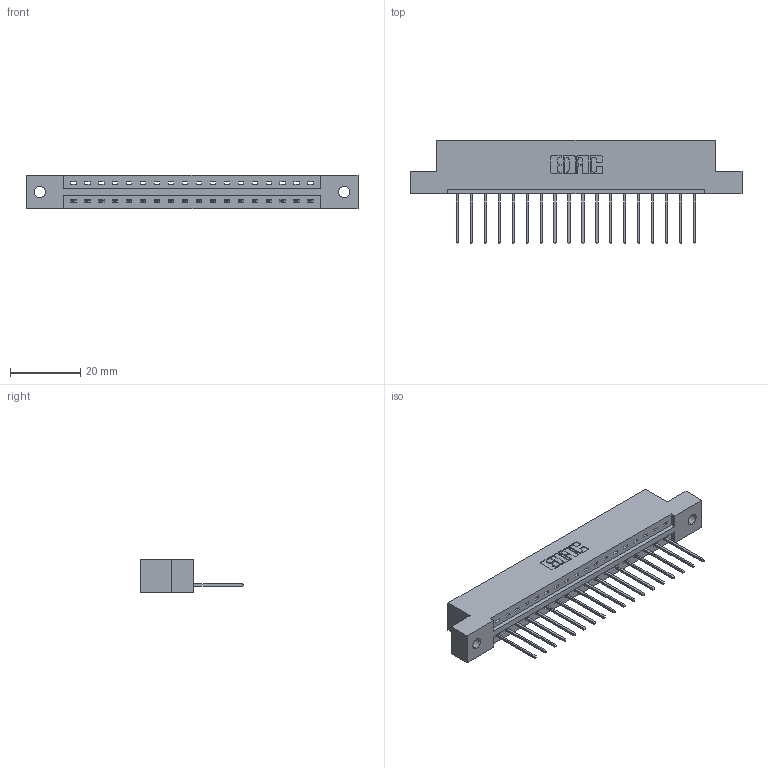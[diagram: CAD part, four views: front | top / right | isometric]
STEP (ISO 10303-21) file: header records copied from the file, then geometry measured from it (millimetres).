
FILE_DESCRIPTION (( 'STEP AP203' ), '1' );
FILE_NAME ('337-018-540-102.STEP', '2019-09-28T20:05:29', ( '' ), ( '' ), 'SwSTEP 2.0', 'SolidWorks 2016', '' );
FILE_SCHEMA (( 'CONFIG_CONTROL_DESIGN' ));
Length unit declared in the file: inch
Products named in the file (3): 345-292-001_345-293-140; 337 Part_Flush Mounting Lugs - 0.128 Dia; 337-018-540-102
Assembly tree (19 placements, depth 2):
  337-018-540-102
    337 Part_Flush Mounting Lugs - 0.128 Dia
    345-292-001_345-293-140  x18
Bounding box: 94.34 x 29.47 x 9.4 mm (x, y, z)
Volume: 9492 mm3; surface area: 9586.4 mm2
Topology: 19 solids, 19 shells, 1230 faces, 3695 edges, 2438 vertices
Faces by surface type: plane 898, cylinder 332
Entity records: 16505 total; most frequent: CARTESIAN_POINT 2880, ORIENTED_EDGE 2834, DIRECTION 2473, EDGE_CURVE 1417, VECTOR 1289, LINE 1289, VERTEX_POINT 942, AXIS2_PLACEMENT_3D 592
